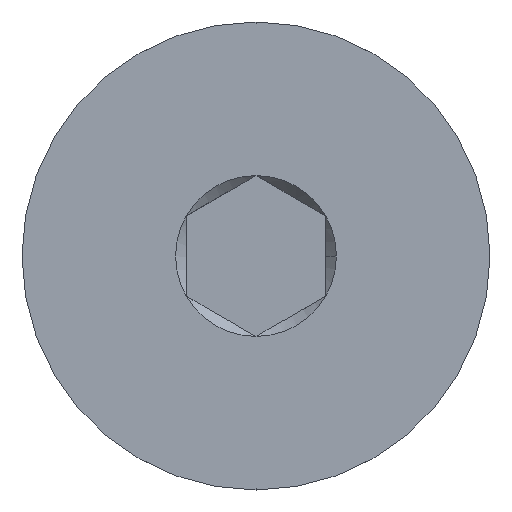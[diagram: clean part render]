
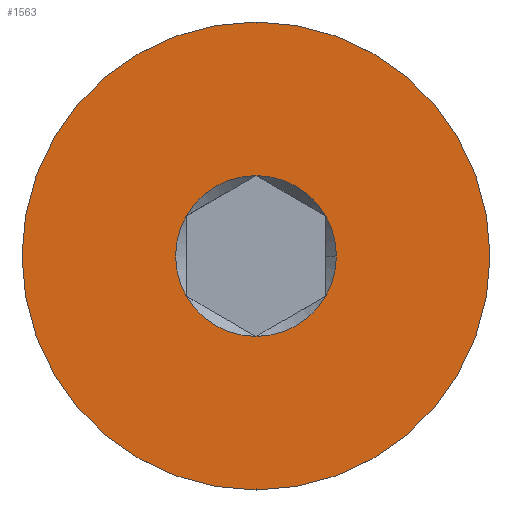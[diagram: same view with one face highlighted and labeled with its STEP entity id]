
A CAD part, top view. The second image highlights one B-rep face of the part: STEP entity #1563.
In plain terms, the highlighted planar face has unit normal (0, 0, 1).
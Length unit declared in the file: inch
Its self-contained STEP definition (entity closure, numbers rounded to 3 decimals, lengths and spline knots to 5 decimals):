
#48 = ORIENTED_EDGE ( 'NONE', *, *, #4630, .F. ) ;
#84 = CARTESIAN_POINT ( 'NONE',  ( 0., 0., 0.1875 ) ) ;
#85 = DIRECTION ( 'NONE',  ( 0., 0., 1. ) ) ;
#138 = CARTESIAN_POINT ( 'NONE',  ( 0., -0.02887, 0.1875 ) ) ;
#141 = CIRCLE ( 'NONE', #3129, 0.02887 ) ;
#257 = DIRECTION ( 'NONE',  ( 1., 0., 0. ) ) ;
#406 = AXIS2_PLACEMENT_3D ( 'NONE', #3942, #85, #2033 ) ;
#469 = AXIS2_PLACEMENT_3D ( 'NONE', #1285, #2820, #3128 ) ;
#477 = CIRCLE ( 'NONE', #795, 0.084 ) ;
#506 = CARTESIAN_POINT ( 'NONE',  ( 0., 0., 0.1875 ) ) ;
#649 = AXIS2_PLACEMENT_3D ( 'NONE', #506, #4258, #3528 ) ;
#695 = VERTEX_POINT ( 'NONE', #138 ) ;
#703 = AXIS2_PLACEMENT_3D ( 'NONE', #737, #4133, #1095 ) ;
#715 = PLANE ( 'NONE',  #703 ) ;
#723 = CARTESIAN_POINT ( 'NONE',  ( 0.025, -0.01443, 0.1875 ) ) ;
#737 = CARTESIAN_POINT ( 'NONE',  ( 0., 0., 0.1875 ) ) ;
#795 = AXIS2_PLACEMENT_3D ( 'NONE', #84, #2355, #4255 ) ;
#887 = ORIENTED_EDGE ( 'NONE', *, *, #1007, .F. ) ;
#909 = DIRECTION ( 'NONE',  ( 0., 0., 1. ) ) ;
#978 = CARTESIAN_POINT ( 'NONE',  ( 0., 0., 0.1875 ) ) ;
#1007 = EDGE_CURVE ( 'NONE', #3510, #3803, #477, .T. ) ;
#1072 = VERTEX_POINT ( 'NONE', #3475 ) ;
#1095 = DIRECTION ( 'NONE',  ( 0., -1., 0. ) ) ;
#1125 = CARTESIAN_POINT ( 'NONE',  ( 0., 0., 0.1875 ) ) ;
#1168 = CIRCLE ( 'NONE', #1528, 0.084 ) ;
#1205 = DIRECTION ( 'NONE',  ( 1., 0., 0. ) ) ;
#1285 = CARTESIAN_POINT ( 'NONE',  ( 0., 0., 0.1875 ) ) ;
#1308 = CARTESIAN_POINT ( 'NONE',  ( 0., 0., 0.1875 ) ) ;
#1515 = ORIENTED_EDGE ( 'NONE', *, *, #4897, .F. ) ;
#1528 = AXIS2_PLACEMENT_3D ( 'NONE', #1125, #3781, #3355 ) ;
#1563 = ADVANCED_FACE ( 'NONE', ( #2636, #4584 ), #715, .T. ) ;
#1612 = EDGE_CURVE ( 'NONE', #3666, #4510, #4281, .T. ) ;
#1717 = ORIENTED_EDGE ( 'NONE', *, *, #4365, .F. ) ;
#1732 = ORIENTED_EDGE ( 'NONE', *, *, #3805, .F. ) ;
#1733 = ORIENTED_EDGE ( 'NONE', *, *, #1612, .F. ) ;
#1752 = AXIS2_PLACEMENT_3D ( 'NONE', #2737, #3464, #1205 ) ;
#2033 = DIRECTION ( 'NONE',  ( 1., 0., 0. ) ) ;
#2202 = VERTEX_POINT ( 'NONE', #2752 ) ;
#2206 = CARTESIAN_POINT ( 'NONE',  ( 0., -0.084, 0.1875 ) ) ;
#2213 = EDGE_CURVE ( 'NONE', #2615, #3666, #2893, .T. ) ;
#2292 = EDGE_LOOP ( 'NONE', ( #1717, #1733, #4145, #3317, #48, #3425, #1515 ) ) ;
#2312 = EDGE_CURVE ( 'NONE', #2202, #4376, #3541, .T. ) ;
#2355 = DIRECTION ( 'NONE',  ( 0., 0., -1. ) ) ;
#2528 = CARTESIAN_POINT ( 'NONE',  ( 0., 0., 0.1875 ) ) ;
#2536 = CARTESIAN_POINT ( 'NONE',  ( 0.02887, 0., 0.1875 ) ) ;
#2565 = EDGE_CURVE ( 'NONE', #695, #2615, #4900, .T. ) ;
#2615 = VERTEX_POINT ( 'NONE', #723 ) ;
#2636 = FACE_BOUND ( 'NONE', #2292, .T. ) ;
#2695 = AXIS2_PLACEMENT_3D ( 'NONE', #978, #4746, #2875 ) ;
#2737 = CARTESIAN_POINT ( 'NONE',  ( 0., 0., 0.1875 ) ) ;
#2752 = CARTESIAN_POINT ( 'NONE',  ( -0.025, 0.01443, 0.1875 ) ) ;
#2789 = EDGE_LOOP ( 'NONE', ( #1732, #887 ) ) ;
#2820 = DIRECTION ( 'NONE',  ( 0., 0., 1. ) ) ;
#2875 = DIRECTION ( 'NONE',  ( 1., 0., 0. ) ) ;
#2893 = CIRCLE ( 'NONE', #469, 0.02887 ) ;
#3128 = DIRECTION ( 'NONE',  ( 1., 0., 0. ) ) ;
#3129 = AXIS2_PLACEMENT_3D ( 'NONE', #1308, #909, #3967 ) ;
#3317 = ORIENTED_EDGE ( 'NONE', *, *, #2565, .F. ) ;
#3335 = CIRCLE ( 'NONE', #2695, 0.02887 ) ;
#3355 = DIRECTION ( 'NONE',  ( 0., 1., 0. ) ) ;
#3375 = CARTESIAN_POINT ( 'NONE',  ( 0., 0.084, 0.1875 ) ) ;
#3425 = ORIENTED_EDGE ( 'NONE', *, *, #2312, .F. ) ;
#3448 = CIRCLE ( 'NONE', #1752, 0.02887 ) ;
#3464 = DIRECTION ( 'NONE',  ( 0., 0., 1. ) ) ;
#3475 = CARTESIAN_POINT ( 'NONE',  ( 0., 0.02887, 0.1875 ) ) ;
#3510 = VERTEX_POINT ( 'NONE', #2206 ) ;
#3528 = DIRECTION ( 'NONE',  ( 1., 0., 0. ) ) ;
#3541 = CIRCLE ( 'NONE', #649, 0.02887 ) ;
#3623 = DIRECTION ( 'NONE',  ( 0., 0., 1. ) ) ;
#3666 = VERTEX_POINT ( 'NONE', #2536 ) ;
#3781 = DIRECTION ( 'NONE',  ( 0., 0., -1. ) ) ;
#3803 = VERTEX_POINT ( 'NONE', #3375 ) ;
#3805 = EDGE_CURVE ( 'NONE', #3803, #3510, #1168, .T. ) ;
#3942 = CARTESIAN_POINT ( 'NONE',  ( 0., 0., 0.1875 ) ) ;
#3967 = DIRECTION ( 'NONE',  ( 1., 0., 0. ) ) ;
#3987 = CARTESIAN_POINT ( 'NONE',  ( -0.025, -0.01443, 0.1875 ) ) ;
#4133 = DIRECTION ( 'NONE',  ( 0., 0., 1. ) ) ;
#4145 = ORIENTED_EDGE ( 'NONE', *, *, #2213, .F. ) ;
#4255 = DIRECTION ( 'NONE',  ( 0., 1., 0. ) ) ;
#4258 = DIRECTION ( 'NONE',  ( 0., 0., 1. ) ) ;
#4281 = CIRCLE ( 'NONE', #406, 0.02887 ) ;
#4365 = EDGE_CURVE ( 'NONE', #4510, #1072, #3335, .T. ) ;
#4376 = VERTEX_POINT ( 'NONE', #3987 ) ;
#4411 = CARTESIAN_POINT ( 'NONE',  ( 0.025, 0.01443, 0.1875 ) ) ;
#4510 = VERTEX_POINT ( 'NONE', #4411 ) ;
#4584 = FACE_OUTER_BOUND ( 'NONE', #2789, .T. ) ;
#4630 = EDGE_CURVE ( 'NONE', #4376, #695, #141, .T. ) ;
#4746 = DIRECTION ( 'NONE',  ( 0., 0., 1. ) ) ;
#4777 = AXIS2_PLACEMENT_3D ( 'NONE', #2528, #3623, #257 ) ;
#4897 = EDGE_CURVE ( 'NONE', #1072, #2202, #3448, .T. ) ;
#4900 = CIRCLE ( 'NONE', #4777, 0.02887 ) ;
